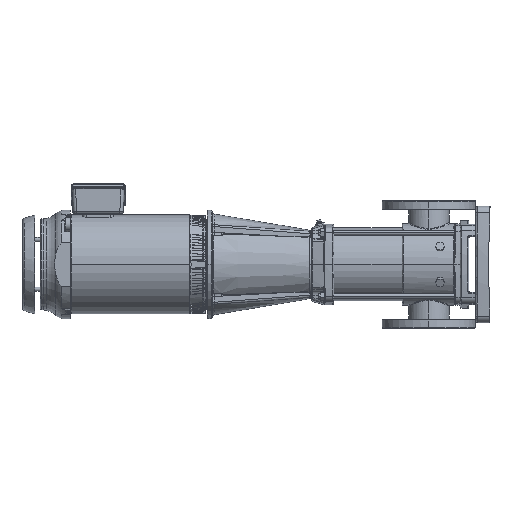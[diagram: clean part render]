
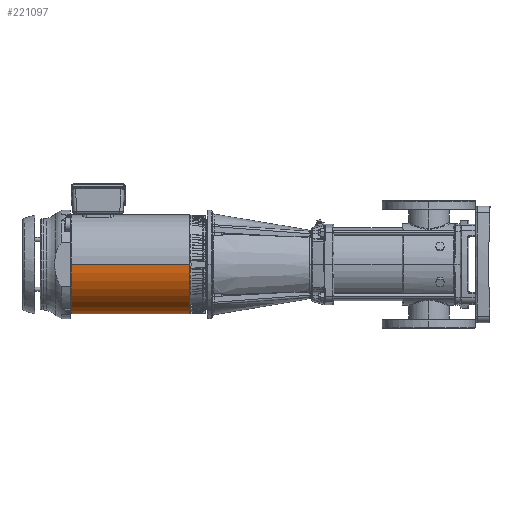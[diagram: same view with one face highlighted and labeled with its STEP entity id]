
A CAD part, left-side view. The second image highlights one B-rep face of the part: STEP entity #221097.
In plain terms, the highlighted cylindrical face has radius 146.3 mm (diameter 292.6 mm), a partial arc.
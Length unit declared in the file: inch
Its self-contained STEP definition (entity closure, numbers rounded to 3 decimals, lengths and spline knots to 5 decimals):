
#7060 = CARTESIAN_POINT ( 'NONE',  ( 44.93089, -0.21413, 0. ) ) ;
#15521 = CARTESIAN_POINT ( 'NONE',  ( -6.93259, -0.21413, 0. ) ) ;
#26565 = LINE ( 'NONE', #205029, #80053 ) ;
#29841 = EDGE_LOOP ( 'NONE', ( #32708, #151312, #140317, #82770 ) ) ;
#32708 = ORIENTED_EDGE ( 'NONE', *, *, #131784, .F. ) ;
#33270 = CIRCLE ( 'NONE', #133933, 5.75984 ) ;
#51654 = DIRECTION ( 'NONE',  ( 0., -1., 0. ) ) ;
#54336 = VERTEX_POINT ( 'NONE', #108456 ) ;
#62521 = CARTESIAN_POINT ( 'NONE',  ( -6.93259, -5.97397, 0. ) ) ;
#80053 = VECTOR ( 'NONE', #97732, 39.37008 ) ;
#82770 = ORIENTED_EDGE ( 'NONE', *, *, #129397, .F. ) ;
#85618 = LINE ( 'NONE', #156807, #195245 ) ;
#86678 = DIRECTION ( 'NONE',  ( -1., 0., 0. ) ) ;
#87920 = DIRECTION ( 'NONE',  ( 1., 0., 0. ) ) ;
#92276 = VERTEX_POINT ( 'NONE', #228378 ) ;
#97732 = DIRECTION ( 'NONE',  ( -1., 0., 0. ) ) ;
#98046 = DIRECTION ( 'NONE',  ( 0., 0., 1. ) ) ;
#106128 = CARTESIAN_POINT ( 'NONE',  ( 6.84694, -0.21413, -5.75984 ) ) ;
#106947 = DIRECTION ( 'NONE',  ( -1., 0., 0. ) ) ;
#108456 = CARTESIAN_POINT ( 'NONE',  ( -6.93259, -0.21413, -5.75984 ) ) ;
#124456 = CARTESIAN_POINT ( 'NONE',  ( 6.84694, -0.21413, 0. ) ) ;
#128952 = EDGE_CURVE ( 'NONE', #133583, #92276, #85618, .T. ) ;
#129397 = EDGE_CURVE ( 'NONE', #54336, #133583, #150684, .T. ) ;
#131784 = EDGE_CURVE ( 'NONE', #215992, #54336, #26565, .T. ) ;
#133583 = VERTEX_POINT ( 'NONE', #62521 ) ;
#133933 = AXIS2_PLACEMENT_3D ( 'NONE', #124456, #106947, #211937 ) ;
#140317 = ORIENTED_EDGE ( 'NONE', *, *, #128952, .F. ) ;
#143295 = AXIS2_PLACEMENT_3D ( 'NONE', #15521, #86678, #51654 ) ;
#148229 = DIRECTION ( 'NONE',  ( -1., 0., 0. ) ) ;
#150684 = CIRCLE ( 'NONE', #143295, 5.75984 ) ;
#151312 = ORIENTED_EDGE ( 'NONE', *, *, #213838, .T. ) ;
#156807 = CARTESIAN_POINT ( 'NONE',  ( 44.93089, -5.97397, 0. ) ) ;
#195245 = VECTOR ( 'NONE', #87920, 39.37008 ) ;
#202665 = AXIS2_PLACEMENT_3D ( 'NONE', #7060, #148229, #98046 ) ;
#204191 = FACE_OUTER_BOUND ( 'NONE', #29841, .T. ) ;
#205029 = CARTESIAN_POINT ( 'NONE',  ( 44.93089, -0.21413, -5.75984 ) ) ;
#211937 = DIRECTION ( 'NONE',  ( 0., -1., 0. ) ) ;
#213838 = EDGE_CURVE ( 'NONE', #215992, #92276, #33270, .T. ) ;
#215992 = VERTEX_POINT ( 'NONE', #106128 ) ;
#218252 = CYLINDRICAL_SURFACE ( 'NONE', #202665, 5.75984 ) ;
#221097 = ADVANCED_FACE ( 'NONE', ( #204191 ), #218252, .T. ) ;
#228378 = CARTESIAN_POINT ( 'NONE',  ( 6.84694, -5.97397, 0. ) ) ;
